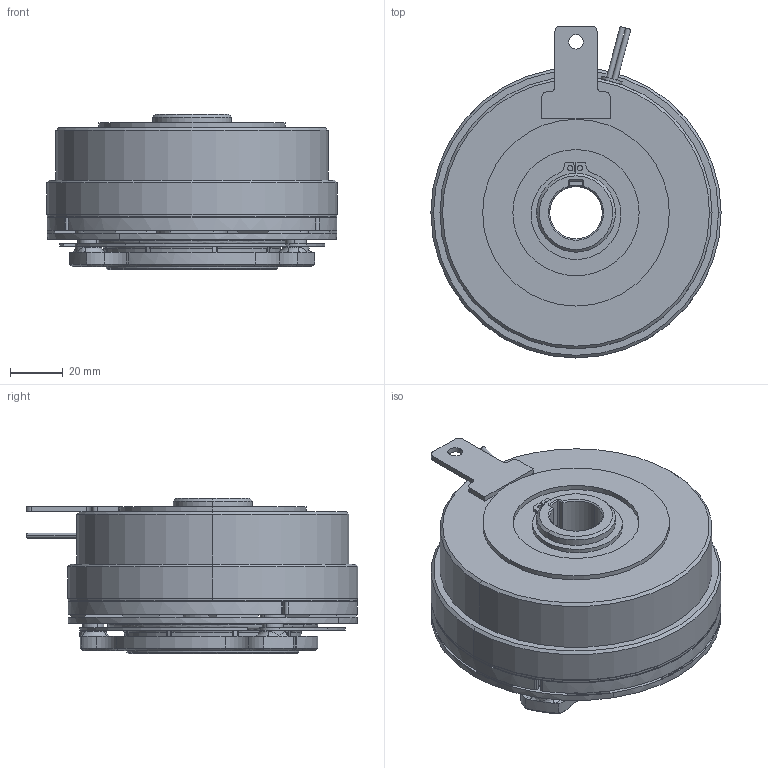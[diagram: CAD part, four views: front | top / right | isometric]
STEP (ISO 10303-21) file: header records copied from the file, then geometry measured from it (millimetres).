
FILE_DESCRIPTION (( 'STEP AP203' ), '1' );
FILE_NAME ('MSC2.5T.STEP', '2017-06-16T01:58:21', ( '新井重治' ), ( '小倉クラッチ' ), 'SwSTEP 2.0', 'SolidWorks 2009', '' );
FILE_SCHEMA (( 'CONFIG_CONTROL_DESIGN' ));
Length unit declared in the file: millimetre
Products named in the file (1): MSC2.5T
Bounding box: 110.4 x 126.2 x 59 mm (x, y, z)
Volume: 374194 mm3; surface area: 85480.6 mm2
Topology: 3 solids, 3 shells, 822 faces, 2130 edges, 1291 vertices
Faces by surface type: cylinder 301, plane 296, cone 191, torus 22, sphere 6, bspline 6
Entity records: 27508 total; most frequent: CARTESIAN_POINT 6649, DIRECTION 4755, ORIENTED_EDGE 4236, EDGE_CURVE 2118, AXIS2_PLACEMENT_3D 1957, VERTEX_POINT 1291, CIRCLE 1140, EDGE_LOOP 907
